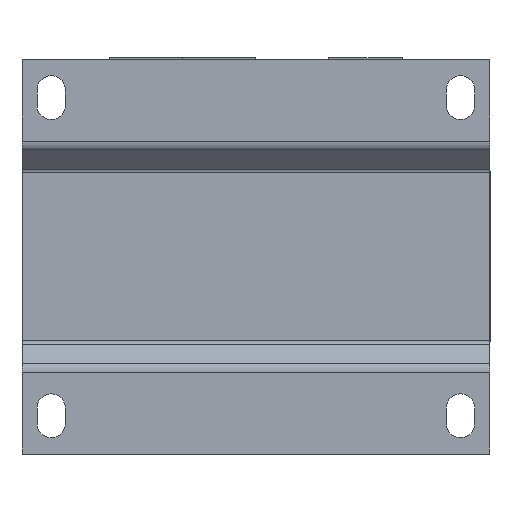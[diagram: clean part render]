
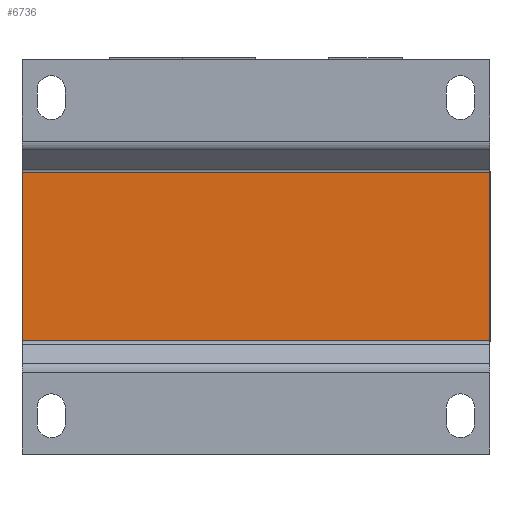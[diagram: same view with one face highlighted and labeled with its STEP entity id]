
A CAD part, front view. The second image highlights one B-rep face of the part: STEP entity #6736.
In plain terms, the highlighted planar face has unit normal (0, -1, 0).
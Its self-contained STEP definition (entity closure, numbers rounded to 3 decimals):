
#438 = VECTOR ( 'NONE', #6424, 1000. ) ;
#500 = VERTEX_POINT ( 'NONE', #6382 ) ;
#558 = CARTESIAN_POINT ( 'NONE',  ( 0., -41.5, -17.25 ) ) ;
#574 = EDGE_CURVE ( 'NONE', #5160, #2598, #6009, .T. ) ;
#648 = EDGE_CURVE ( 'NONE', #2032, #500, #6650, .T. ) ;
#756 = LINE ( 'NONE', #1741, #4996 ) ;
#766 = CARTESIAN_POINT ( 'NONE',  ( -48., -41.5, -40.5 ) ) ;
#937 = EDGE_CURVE ( 'NONE', #500, #5160, #756, .T. ) ;
#1220 = ORIENTED_EDGE ( 'NONE', *, *, #574, .F. ) ;
#1329 = DIRECTION ( 'NONE',  ( 0., 0., 1. ) ) ;
#1672 = CARTESIAN_POINT ( 'NONE',  ( 48., -41.5, -40.5 ) ) ;
#1741 = CARTESIAN_POINT ( 'NONE',  ( 0., -41.5, 17.25 ) ) ;
#1930 = LINE ( 'NONE', #558, #438 ) ;
#2003 = AXIS2_PLACEMENT_3D ( 'NONE', #2757, #3448, #6892 ) ;
#2032 = VERTEX_POINT ( 'NONE', #6347 ) ;
#2071 = CARTESIAN_POINT ( 'NONE',  ( 48., -41.5, -17.25 ) ) ;
#2598 = VERTEX_POINT ( 'NONE', #2071 ) ;
#2757 = CARTESIAN_POINT ( 'NONE',  ( 0., -41.5, 0. ) ) ;
#3009 = ORIENTED_EDGE ( 'NONE', *, *, #5159, .T. ) ;
#3448 = DIRECTION ( 'NONE',  ( 0., 1., 0. ) ) ;
#3455 = VECTOR ( 'NONE', #1329, 1000. ) ;
#3459 = DIRECTION ( 'NONE',  ( 0., 0., -1. ) ) ;
#3524 = CARTESIAN_POINT ( 'NONE',  ( 48., -41.5, 17.25 ) ) ;
#4012 = PLANE ( 'NONE',  #2003 ) ;
#4217 = FACE_OUTER_BOUND ( 'NONE', #7382, .T. ) ;
#4462 = VECTOR ( 'NONE', #3459, 1000. ) ;
#4735 = ORIENTED_EDGE ( 'NONE', *, *, #648, .F. ) ;
#4996 = VECTOR ( 'NONE', #5801, 1000. ) ;
#5159 = EDGE_CURVE ( 'NONE', #2032, #2598, #1930, .T. ) ;
#5160 = VERTEX_POINT ( 'NONE', #3524 ) ;
#5801 = DIRECTION ( 'NONE',  ( 1., 0., 0. ) ) ;
#6009 = LINE ( 'NONE', #1672, #4462 ) ;
#6347 = CARTESIAN_POINT ( 'NONE',  ( -48., -41.5, -17.25 ) ) ;
#6382 = CARTESIAN_POINT ( 'NONE',  ( -48., -41.5, 17.25 ) ) ;
#6424 = DIRECTION ( 'NONE',  ( 1., 0., 0. ) ) ;
#6489 = ORIENTED_EDGE ( 'NONE', *, *, #937, .F. ) ;
#6650 = LINE ( 'NONE', #766, #3455 ) ;
#6736 = ADVANCED_FACE ( 'NONE', ( #4217 ), #4012, .F. ) ;
#6892 = DIRECTION ( 'NONE',  ( -1., 0., 0. ) ) ;
#7382 = EDGE_LOOP ( 'NONE', ( #6489, #4735, #3009, #1220 ) ) ;
